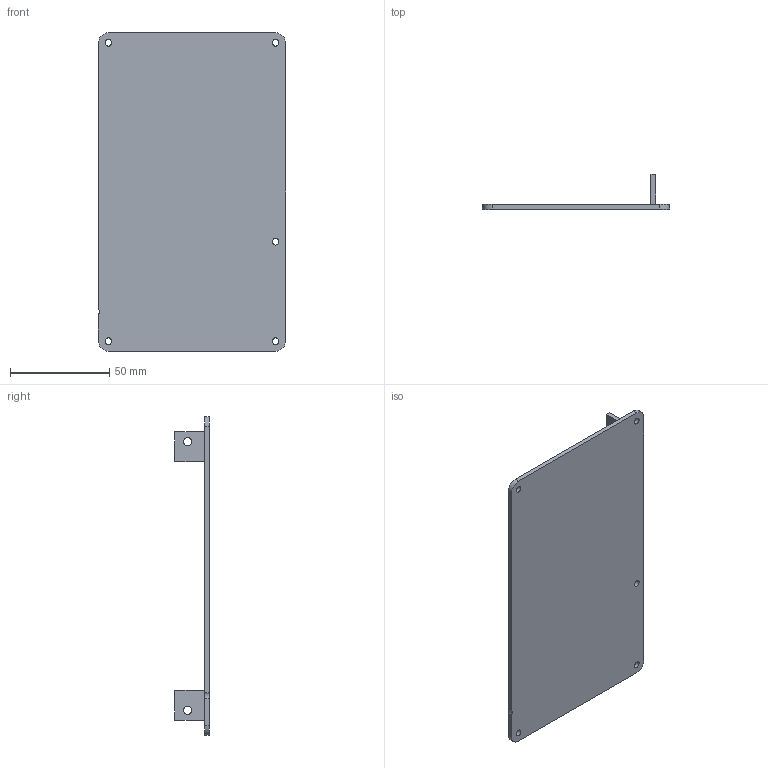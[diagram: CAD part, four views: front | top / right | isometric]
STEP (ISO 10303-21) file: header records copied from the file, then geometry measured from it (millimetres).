
FILE_DESCRIPTION(/* description */ (''),/* implementation_level */ '2;1');
FILE_NAME(/* name */ 'BLDC-Driver_mount.step',/* time_stamp */ '2022-01-28T12:05:04+01:00',/* author */ (''),/* organization */ (''),/* preprocessor_version */ 'ST-DEVELOPER v18.1',/* originating_system */ 'Autodesk Translation Framework v10.13.0.1454',/* authorisation */ '');
FILE_SCHEMA (('AUTOMOTIVE_DESIGN { 1 0 10303 214 3 1 1 }'));
Length unit declared in the file: millimetre
Products named in the file (1): BLDC-Driver_mount
Bounding box: 94 x 17.4 x 160 mm (x, y, z)
Volume: 36953.1 mm3; surface area: 32325 mm2
Topology: 1 solids, 1 shells, 29 faces, 75 edges, 50 vertices
Faces by surface type: plane 17, cylinder 12
Full cylindrical faces by diameter (mm): 3.3 x5, 4.2 x2
Entity records: 954 total; most frequent: DIRECTION 159, CARTESIAN_POINT 155, ORIENTED_EDGE 150, EDGE_CURVE 75, AXIS2_PLACEMENT_3D 54, LINE 51, VECTOR 51, VERTEX_POINT 50
